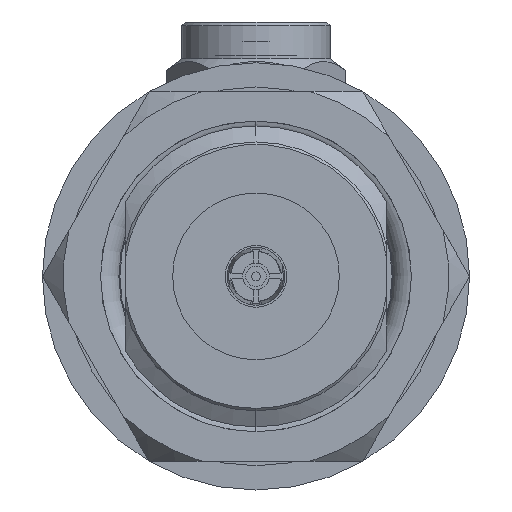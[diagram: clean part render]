
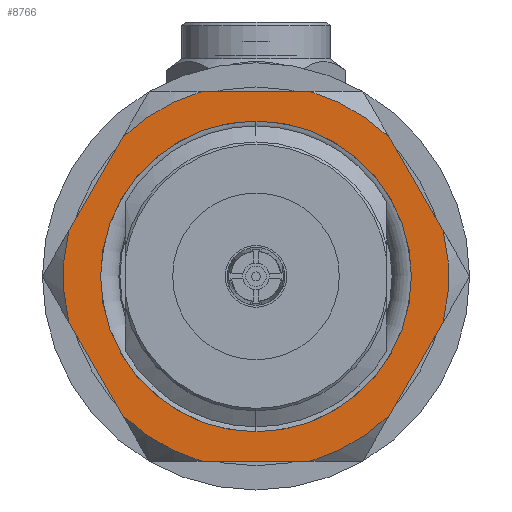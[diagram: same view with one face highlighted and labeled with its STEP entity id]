
A CAD part, left-side view. The second image highlights one B-rep face of the part: STEP entity #8766.
In plain terms, the highlighted face is planar.
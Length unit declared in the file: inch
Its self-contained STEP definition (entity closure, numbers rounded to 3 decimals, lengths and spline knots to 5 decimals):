
#271 = CARTESIAN_POINT ( 'NONE',  ( 0.43301, 0.061, 0. ) ) ;
#394 = AXIS2_PLACEMENT_3D ( 'NONE', #10179, #17839, #7307 ) ;
#547 = ORIENTED_EDGE ( 'NONE', *, *, #11148, .F. ) ;
#686 = AXIS2_PLACEMENT_3D ( 'NONE', #8493, #6887, #3976 ) ;
#866 = CIRCLE ( 'NONE', #2324, 0.39056 ) ;
#971 = VERTEX_POINT ( 'NONE', #14694 ) ;
#1075 = VECTOR ( 'NONE', #10489, 39.37008 ) ;
#1165 = ORIENTED_EDGE ( 'NONE', *, *, #9013, .T. ) ;
#1460 = CARTESIAN_POINT ( 'NONE',  ( -0.21651, 0.061, -0.375 ) ) ;
#1571 = CARTESIAN_POINT ( 'NONE',  ( 0., 0.061, -0.315 ) ) ;
#1700 = EDGE_CURVE ( 'NONE', #16418, #18091, #9477, .T. ) ;
#1706 = CIRCLE ( 'NONE', #12656, 0.39056 ) ;
#1731 = CARTESIAN_POINT ( 'NONE',  ( 0., 0.061, 0. ) ) ;
#1778 = EDGE_CURVE ( 'NONE', #16418, #4517, #16205, .T. ) ;
#1813 = CARTESIAN_POINT ( 'NONE',  ( 0.21651, 0.061, 0.375 ) ) ;
#1865 = DIRECTION ( 'NONE',  ( -0.5, 0., 0.866 ) ) ;
#2039 = DIRECTION ( 'NONE',  ( 0.5, 0., 0.866 ) ) ;
#2240 = LINE ( 'NONE', #1460, #1075 ) ;
#2258 = CIRCLE ( 'NONE', #12481, 0.315 ) ;
#2324 = AXIS2_PLACEMENT_3D ( 'NONE', #13038, #4194, #17531 ) ;
#2613 = AXIS2_PLACEMENT_3D ( 'NONE', #6718, #16946, #15524 ) ;
#2812 = VECTOR ( 'NONE', #1865, 39.37008 ) ;
#2999 = ORIENTED_EDGE ( 'NONE', *, *, #4658, .F. ) ;
#3202 = VERTEX_POINT ( 'NONE', #15915 ) ;
#3271 = FACE_OUTER_BOUND ( 'NONE', #7557, .T. ) ;
#3273 = DIRECTION ( 'NONE',  ( 0., 1., 0. ) ) ;
#3370 = LINE ( 'NONE', #16752, #3594 ) ;
#3530 = AXIS2_PLACEMENT_3D ( 'NONE', #4687, #9138, #9339 ) ;
#3594 = VECTOR ( 'NONE', #2039, 39.37008 ) ;
#3833 = CARTESIAN_POINT ( 'NONE',  ( 0.10913, 0.061, 0.375 ) ) ;
#3976 = DIRECTION ( 'NONE',  ( 0., 0., -1. ) ) ;
#4068 = CARTESIAN_POINT ( 'NONE',  ( -0.10913, 0.061, 0.375 ) ) ;
#4194 = DIRECTION ( 'NONE',  ( 0., -1., 0. ) ) ;
#4288 = EDGE_LOOP ( 'NONE', ( #17408, #2999 ) ) ;
#4517 = VERTEX_POINT ( 'NONE', #17239 ) ;
#4658 = EDGE_CURVE ( 'NONE', #13745, #3202, #2258, .T. ) ;
#4682 = ORIENTED_EDGE ( 'NONE', *, *, #1778, .T. ) ;
#4687 = CARTESIAN_POINT ( 'NONE',  ( 0., 0.061, 0. ) ) ;
#4705 = CARTESIAN_POINT ( 'NONE',  ( 0., 0.061, 0. ) ) ;
#4835 = EDGE_CURVE ( 'NONE', #971, #11049, #3370, .T. ) ;
#5155 = VERTEX_POINT ( 'NONE', #19027 ) ;
#5284 = CARTESIAN_POINT ( 'NONE',  ( -0.2702, 0.061, 0.28201 ) ) ;
#5670 = CARTESIAN_POINT ( 'NONE',  ( -0.43301, 0.061, 0. ) ) ;
#5754 = DIRECTION ( 'NONE',  ( 0.5, 0., 0.866 ) ) ;
#5828 = LINE ( 'NONE', #5670, #15763 ) ;
#5983 = CIRCLE ( 'NONE', #8262, 0.39056 ) ;
#6035 = CARTESIAN_POINT ( 'NONE',  ( -0.37932, 0.061, 0.09299 ) ) ;
#6567 = DIRECTION ( 'NONE',  ( -1., 0., 0. ) ) ;
#6623 = DIRECTION ( 'NONE',  ( 0., -1., 0. ) ) ;
#6678 = LINE ( 'NONE', #1813, #16166 ) ;
#6706 = VERTEX_POINT ( 'NONE', #6035 ) ;
#6718 = CARTESIAN_POINT ( 'NONE',  ( 0., 0.061, 0. ) ) ;
#6887 = DIRECTION ( 'NONE',  ( 0., -1., 0. ) ) ;
#7233 = EDGE_CURVE ( 'NONE', #17142, #5155, #7679, .T. ) ;
#7307 = DIRECTION ( 'NONE',  ( 0., 0., 1. ) ) ;
#7557 = EDGE_LOOP ( 'NONE', ( #18636, #547, #8435, #4682, #18704, #1165, #13385, #14306, #14687, #12729, #13465, #18966 ) ) ;
#7616 = EDGE_CURVE ( 'NONE', #6706, #4517, #1706, .T. ) ;
#7679 = LINE ( 'NONE', #271, #7895 ) ;
#7895 = VECTOR ( 'NONE', #17972, 39.37008 ) ;
#8019 = CARTESIAN_POINT ( 'NONE',  ( 0., 0.061, 0. ) ) ;
#8065 = CARTESIAN_POINT ( 'NONE',  ( 0.37932, 0.061, 0.09299 ) ) ;
#8081 = CARTESIAN_POINT ( 'NONE',  ( 0.37932, 0.061, -0.09299 ) ) ;
#8262 = AXIS2_PLACEMENT_3D ( 'NONE', #8019, #6623, #9473 ) ;
#8410 = AXIS2_PLACEMENT_3D ( 'NONE', #4705, #3273, #9289 ) ;
#8435 = ORIENTED_EDGE ( 'NONE', *, *, #1700, .F. ) ;
#8493 = CARTESIAN_POINT ( 'NONE',  ( -0.64952, 0.061, 0.375 ) ) ;
#8766 = ADVANCED_FACE ( 'NONE', ( #12254, #3271 ), #17176, .F. ) ;
#8964 = CIRCLE ( 'NONE', #2613, 0.39056 ) ;
#9013 = EDGE_CURVE ( 'NONE', #6706, #16441, #5828, .T. ) ;
#9138 = DIRECTION ( 'NONE',  ( 0., -1., 0. ) ) ;
#9289 = DIRECTION ( 'NONE',  ( 0., 0., 1. ) ) ;
#9339 = DIRECTION ( 'NONE',  ( 0., 0., -1. ) ) ;
#9473 = DIRECTION ( 'NONE',  ( 0., 0., -1. ) ) ;
#9477 = CIRCLE ( 'NONE', #3530, 0.39056 ) ;
#9920 = DIRECTION ( 'NONE',  ( 0., -1., 0. ) ) ;
#9984 = CARTESIAN_POINT ( 'NONE',  ( 0., 0.061, 0. ) ) ;
#10179 = CARTESIAN_POINT ( 'NONE',  ( 0., 0.061, 0. ) ) ;
#10489 = DIRECTION ( 'NONE',  ( 1., 0., 0. ) ) ;
#10642 = EDGE_CURVE ( 'NONE', #12455, #16441, #866, .T. ) ;
#11049 = VERTEX_POINT ( 'NONE', #8081 ) ;
#11148 = EDGE_CURVE ( 'NONE', #18091, #17734, #2240, .T. ) ;
#11402 = DIRECTION ( 'NONE',  ( 0., 0., -1. ) ) ;
#12254 = FACE_BOUND ( 'NONE', #4288, .T. ) ;
#12275 = CIRCLE ( 'NONE', #8410, 0.39056 ) ;
#12455 = VERTEX_POINT ( 'NONE', #4068 ) ;
#12481 = AXIS2_PLACEMENT_3D ( 'NONE', #1731, #16196, #16258 ) ;
#12656 = AXIS2_PLACEMENT_3D ( 'NONE', #9984, #9920, #11402 ) ;
#12729 = ORIENTED_EDGE ( 'NONE', *, *, #7233, .F. ) ;
#13038 = CARTESIAN_POINT ( 'NONE',  ( 0., 0.061, 0. ) ) ;
#13385 = ORIENTED_EDGE ( 'NONE', *, *, #10642, .F. ) ;
#13465 = ORIENTED_EDGE ( 'NONE', *, *, #16332, .F. ) ;
#13665 = CIRCLE ( 'NONE', #394, 0.315 ) ;
#13745 = VERTEX_POINT ( 'NONE', #1571 ) ;
#13847 = EDGE_CURVE ( 'NONE', #17075, #5155, #12275, .T. ) ;
#14306 = ORIENTED_EDGE ( 'NONE', *, *, #16364, .F. ) ;
#14687 = ORIENTED_EDGE ( 'NONE', *, *, #13847, .T. ) ;
#14694 = CARTESIAN_POINT ( 'NONE',  ( 0.2702, 0.061, -0.28201 ) ) ;
#15524 = DIRECTION ( 'NONE',  ( 0., 0., -1. ) ) ;
#15763 = VECTOR ( 'NONE', #5754, 39.37008 ) ;
#15915 = CARTESIAN_POINT ( 'NONE',  ( 0., 0.061, 0.315 ) ) ;
#16166 = VECTOR ( 'NONE', #6567, 39.37008 ) ;
#16196 = DIRECTION ( 'NONE',  ( 0., 1., 0. ) ) ;
#16205 = LINE ( 'NONE', #16575, #2812 ) ;
#16258 = DIRECTION ( 'NONE',  ( 0., 0., 1. ) ) ;
#16332 = EDGE_CURVE ( 'NONE', #11049, #17142, #5983, .T. ) ;
#16364 = EDGE_CURVE ( 'NONE', #17075, #12455, #6678, .T. ) ;
#16418 = VERTEX_POINT ( 'NONE', #18537 ) ;
#16441 = VERTEX_POINT ( 'NONE', #5284 ) ;
#16575 = CARTESIAN_POINT ( 'NONE',  ( -0.21651, 0.061, -0.375 ) ) ;
#16752 = CARTESIAN_POINT ( 'NONE',  ( 0.21651, 0.061, -0.375 ) ) ;
#16946 = DIRECTION ( 'NONE',  ( 0., -1., 0. ) ) ;
#17075 = VERTEX_POINT ( 'NONE', #3833 ) ;
#17142 = VERTEX_POINT ( 'NONE', #8065 ) ;
#17176 = PLANE ( 'NONE',  #686 ) ;
#17239 = CARTESIAN_POINT ( 'NONE',  ( -0.37932, 0.061, -0.09299 ) ) ;
#17408 = ORIENTED_EDGE ( 'NONE', *, *, #17853, .F. ) ;
#17523 = EDGE_CURVE ( 'NONE', #17734, #971, #8964, .T. ) ;
#17531 = DIRECTION ( 'NONE',  ( 0., 0., -1. ) ) ;
#17734 = VERTEX_POINT ( 'NONE', #18829 ) ;
#17839 = DIRECTION ( 'NONE',  ( 0., 1., 0. ) ) ;
#17853 = EDGE_CURVE ( 'NONE', #3202, #13745, #13665, .T. ) ;
#17972 = DIRECTION ( 'NONE',  ( -0.5, 0., 0.866 ) ) ;
#18091 = VERTEX_POINT ( 'NONE', #18475 ) ;
#18475 = CARTESIAN_POINT ( 'NONE',  ( -0.10913, 0.061, -0.375 ) ) ;
#18537 = CARTESIAN_POINT ( 'NONE',  ( -0.2702, 0.061, -0.28201 ) ) ;
#18636 = ORIENTED_EDGE ( 'NONE', *, *, #17523, .F. ) ;
#18704 = ORIENTED_EDGE ( 'NONE', *, *, #7616, .F. ) ;
#18829 = CARTESIAN_POINT ( 'NONE',  ( 0.10913, 0.061, -0.375 ) ) ;
#18966 = ORIENTED_EDGE ( 'NONE', *, *, #4835, .F. ) ;
#19027 = CARTESIAN_POINT ( 'NONE',  ( 0.2702, 0.061, 0.28201 ) ) ;
